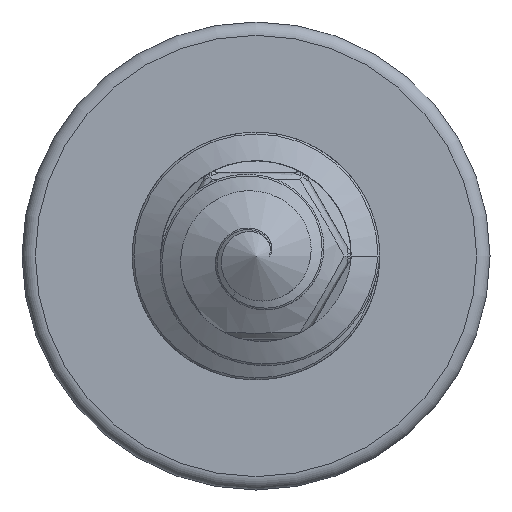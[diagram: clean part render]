
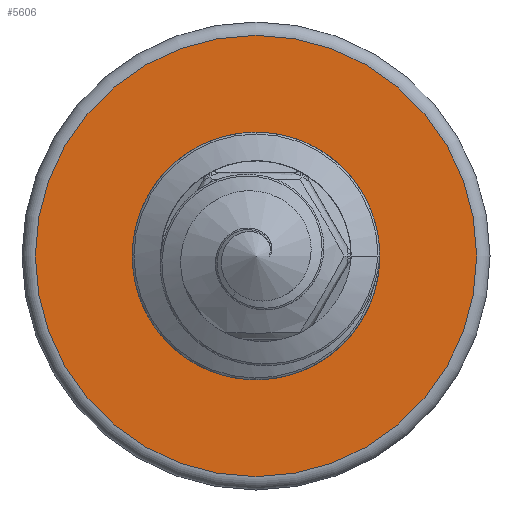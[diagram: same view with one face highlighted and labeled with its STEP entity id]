
A CAD part, front view. The second image highlights one B-rep face of the part: STEP entity #5606.
In plain terms, the highlighted planar face has unit normal (0, -1, 0).
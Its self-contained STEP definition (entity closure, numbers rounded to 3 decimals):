
#34 = ORIENTED_EDGE ( 'NONE', *, *, #5627, .F. ) ;
#132 = CARTESIAN_POINT ( 'NONE',  ( -0.999, 3.7, 1.557 ) ) ;
#149 = CARTESIAN_POINT ( 'NONE',  ( -1.047, 3.7, 1.527 ) ) ;
#180 = EDGE_CURVE ( 'NONE', #2212, #4928, #4597, .T. ) ;
#251 = CARTESIAN_POINT ( 'NONE',  ( 0., 3.7, 0. ) ) ;
#310 = CARTESIAN_POINT ( 'NONE',  ( 0.267, 3.7, 1.554 ) ) ;
#536 = AXIS2_PLACEMENT_3D ( 'NONE', #2324, #902, #5196 ) ;
#566 = EDGE_LOOP ( 'NONE', ( #3534 ) ) ;
#580 = VERTEX_POINT ( 'NONE', #3616 ) ;
#591 = CARTESIAN_POINT ( 'NONE',  ( 0.701, 3.7, 1.241 ) ) ;
#620 = CARTESIAN_POINT ( 'NONE',  ( -0.792, 3.7, 1.644 ) ) ;
#702 = DIRECTION ( 'NONE',  ( 0., 0., -1. ) ) ;
#816 = CARTESIAN_POINT ( 'NONE',  ( 0.14, 3.7, 1.604 ) ) ;
#902 = DIRECTION ( 'NONE',  ( 0., -1., 0. ) ) ;
#1084 = CARTESIAN_POINT ( 'NONE',  ( -1.532, 3.7, 0.754 ) ) ;
#1100 = CARTESIAN_POINT ( 'NONE',  ( -1.137, 3.7, 1.46 ) ) ;
#1105 = CARTESIAN_POINT ( 'NONE',  ( -1.558, 3.7, 0.214 ) ) ;
#1123 = B_SPLINE_CURVE_WITH_KNOTS ( 'NONE', 3,
 ( #3217, #1711, #5620, #310, #816, #6021, #6069, #4621, #6110, #1734 ),
 .UNSPECIFIED., .F., .F.,
 ( 4, 2, 2, 2, 4 ),
 ( 0., 0., 0.001, 0.001, 0.002 ),
 .UNSPECIFIED. ) ;
#1163 = DIRECTION ( 'NONE',  ( 0., 0., -1. ) ) ;
#1351 = EDGE_CURVE ( 'NONE', #6048, #1507, #1123, .T. ) ;
#1507 = VERTEX_POINT ( 'NONE', #3732 ) ;
#1647 = PLANE ( 'NONE',  #2250 ) ;
#1711 = CARTESIAN_POINT ( 'NONE',  ( 0.607, 3.7, 1.338 ) ) ;
#1734 = CARTESIAN_POINT ( 'NONE',  ( -0.792, 3.7, 1.644 ) ) ;
#2032 = CARTESIAN_POINT ( 'NONE',  ( -1.568, 3.7, 0.351 ) ) ;
#2212 = VERTEX_POINT ( 'NONE', #5099 ) ;
#2250 = AXIS2_PLACEMENT_3D ( 'NONE', #3502, #5870, #1163 ) ;
#2324 = CARTESIAN_POINT ( 'NONE',  ( 0., 3.7, 0. ) ) ;
#2405 = CIRCLE ( 'NONE', #536, 3.3 ) ;
#2432 = ORIENTED_EDGE ( 'NONE', *, *, #1351, .F. ) ;
#2702 = FACE_BOUND ( 'NONE', #5854, .T. ) ;
#3217 = CARTESIAN_POINT ( 'NONE',  ( 0.701, 3.7, 1.241 ) ) ;
#3358 = CARTESIAN_POINT ( 'NONE',  ( -1.394, 3.7, -0.296 ) ) ;
#3468 = CARTESIAN_POINT ( 'NONE',  ( -1.394, 3.7, -0.296 ) ) ;
#3482 = CARTESIAN_POINT ( 'NONE',  ( -1.26, 3.7, 1.344 ) ) ;
#3502 = CARTESIAN_POINT ( 'NONE',  ( 1.425, 3.7, 0. ) ) ;
#3534 = ORIENTED_EDGE ( 'NONE', *, *, #5381, .T. ) ;
#3537 = DIRECTION ( 'NONE',  ( 0., -1., 0. ) ) ;
#3616 = CARTESIAN_POINT ( 'NONE',  ( 0., 3.7, -3.3 ) ) ;
#3732 = CARTESIAN_POINT ( 'NONE',  ( -0.792, 3.7, 1.644 ) ) ;
#3880 = ORIENTED_EDGE ( 'NONE', *, *, #6078, .F. ) ;
#3888 = AXIS2_PLACEMENT_3D ( 'NONE', #251, #3537, #702 ) ;
#4371 = CARTESIAN_POINT ( 'NONE',  ( -1.327, 3.7, 1.253 ) ) ;
#4408 = CARTESIAN_POINT ( 'NONE',  ( -1.555, 3.7, 0.619 ) ) ;
#4597 = B_SPLINE_CURVE_WITH_KNOTS ( 'NONE', 3,
 ( #4371, #5717, #4879, #1084, #4408, #2032, #1105, #5376, #5856, #3468 ),
 .UNSPECIFIED., .F., .F.,
 ( 4, 2, 2, 2, 4 ),
 ( 0., 0., 0.001, 0.001, 0.002 ),
 .UNSPECIFIED. ) ;
#4621 = CARTESIAN_POINT ( 'NONE',  ( -0.524, 3.7, 1.688 ) ) ;
#4815 = FACE_OUTER_BOUND ( 'NONE', #566, .T. ) ;
#4879 = CARTESIAN_POINT ( 'NONE',  ( -1.452, 3.7, 1.013 ) ) ;
#4928 = VERTEX_POINT ( 'NONE', #3358 ) ;
#4932 = CARTESIAN_POINT ( 'NONE',  ( -1.327, 3.7, 1.253 ) ) ;
#4956 = CARTESIAN_POINT ( 'NONE',  ( -0.899, 3.7, 1.608 ) ) ;
#4987 = CIRCLE ( 'NONE', #3888, 1.425 ) ;
#5027 = ORIENTED_EDGE ( 'NONE', *, *, #180, .F. ) ;
#5099 = CARTESIAN_POINT ( 'NONE',  ( -1.327, 3.7, 1.253 ) ) ;
#5196 = DIRECTION ( 'NONE',  ( 0., 0., -1. ) ) ;
#5376 = CARTESIAN_POINT ( 'NONE',  ( -1.504, 3.7, -0.05 ) ) ;
#5381 = EDGE_CURVE ( 'NONE', #580, #580, #2405, .T. ) ;
#5388 = CARTESIAN_POINT ( 'NONE',  ( -1.18, 3.7, 1.423 ) ) ;
#5408 = CARTESIAN_POINT ( 'NONE',  ( -1.298, 3.7, 1.302 ) ) ;
#5470 = CARTESIAN_POINT ( 'NONE',  ( -0.847, 3.7, 1.632 ) ) ;
#5606 = ADVANCED_FACE ( 'NONE', ( #2702, #4815 ), #1647, .T. ) ;
#5620 = CARTESIAN_POINT ( 'NONE',  ( 0.501, 3.7, 1.42 ) ) ;
#5627 = EDGE_CURVE ( 'NONE', #1507, #2212, #6171, .T. ) ;
#5717 = CARTESIAN_POINT ( 'NONE',  ( -1.397, 3.7, 1.136 ) ) ;
#5854 = EDGE_LOOP ( 'NONE', ( #2432, #3880, #5027, #34 ) ) ;
#5856 = CARTESIAN_POINT ( 'NONE',  ( -1.46, 3.7, -0.176 ) ) ;
#5870 = DIRECTION ( 'NONE',  ( 0., -1., 0. ) ) ;
#6021 = CARTESIAN_POINT ( 'NONE',  ( -0.121, 3.7, 1.669 ) ) ;
#6048 = VERTEX_POINT ( 'NONE', #591 ) ;
#6069 = CARTESIAN_POINT ( 'NONE',  ( -0.256, 3.7, 1.686 ) ) ;
#6078 = EDGE_CURVE ( 'NONE', #4928, #6048, #4987, .T. ) ;
#6110 = CARTESIAN_POINT ( 'NONE',  ( -0.659, 3.7, 1.674 ) ) ;
#6171 = B_SPLINE_CURVE_WITH_KNOTS ( 'NONE', 3,
 ( #620, #5470, #4956, #132, #149, #1100, #5388, #3482, #5408, #4932 ),
 .UNSPECIFIED., .F., .F.,
 ( 4, 2, 2, 2, 4 ),
 ( 0., 0., 0., 0.001, 0.001 ),
 .UNSPECIFIED. ) ;
